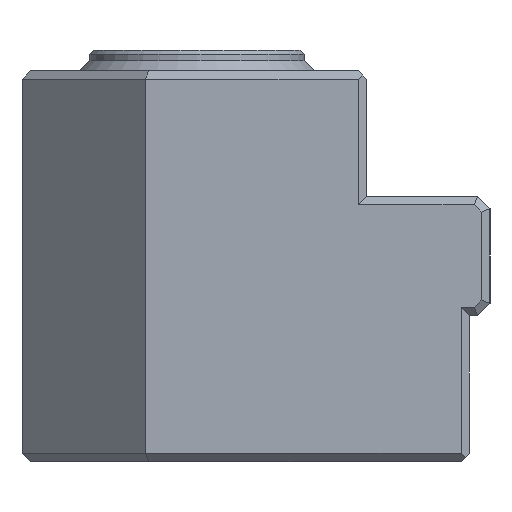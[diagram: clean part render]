
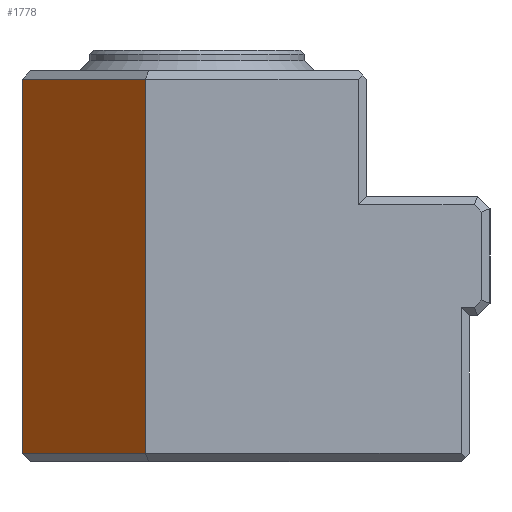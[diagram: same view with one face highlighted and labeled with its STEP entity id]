
A CAD part, left-side view. The second image highlights one B-rep face of the part: STEP entity #1778.
In plain terms, the highlighted planar face has unit normal (-0.707, 0.707, 0).
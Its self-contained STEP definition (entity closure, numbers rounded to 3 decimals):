
#866 = PLANE('',#867);
#867 = AXIS2_PLACEMENT_3D('',#868,#869,#870);
#868 = CARTESIAN_POINT('',(0.141,2.359,-9.3));
#869 = DIRECTION('',(0.5,-0.5,0.707));
#870 = DIRECTION('',(-0.707,-0.707,-0.));
#975 = VERTEX_POINT('',#976);
#976 = CARTESIAN_POINT('',(0.,2.5,-9.1));
#992 = PLANE('',#993);
#993 = AXIS2_PLACEMENT_3D('',#994,#995,#996);
#994 = CARTESIAN_POINT('',(0.,-8.25,-9.5));
#995 = DIRECTION('',(1.,0.,0.));
#996 = DIRECTION('',(0.,0.,1.));
#1079 = EDGE_CURVE('',#975,#1080,#1082,.T.);
#1080 = VERTEX_POINT('',#1081);
#1081 = CARTESIAN_POINT('',(6.,8.5,-9.1));
#1082 = SURFACE_CURVE('',#1083,(#1087,#1094),.PCURVE_S1.);
#1083 = LINE('',#1084,#1085);
#1084 = CARTESIAN_POINT('',(0.,2.5,-9.1));
#1085 = VECTOR('',#1086,1.);
#1086 = DIRECTION('',(0.707,0.707,-0.));
#1087 = PCURVE('',#866,#1088);
#1088 = DEFINITIONAL_REPRESENTATION('',(#1089),#1093);
#1089 = LINE('',#1090,#1091);
#1090 = CARTESIAN_POINT('',(0.,-0.283));
#1091 = VECTOR('',#1092,1.);
#1092 = DIRECTION('',(-1.,0.));
#1093 = ( GEOMETRIC_REPRESENTATION_CONTEXT(2) 
PARAMETRIC_REPRESENTATION_CONTEXT() REPRESENTATION_CONTEXT('2D SPACE',''
  ) );
#1094 = PCURVE('',#1095,#1100);
#1095 = PLANE('',#1096);
#1096 = AXIS2_PLACEMENT_3D('',#1097,#1098,#1099);
#1097 = CARTESIAN_POINT('',(3.,5.5,-9.5));
#1098 = DIRECTION('',(0.707,-0.707,0.));
#1099 = DIRECTION('',(-0.,-0.,-1.));
#1100 = DEFINITIONAL_REPRESENTATION('',(#1101),#1105);
#1101 = LINE('',#1102,#1103);
#1102 = CARTESIAN_POINT('',(-0.4,-4.243));
#1103 = VECTOR('',#1104,1.);
#1104 = DIRECTION('',(-0.,1.));
#1105 = ( GEOMETRIC_REPRESENTATION_CONTEXT(2) 
PARAMETRIC_REPRESENTATION_CONTEXT() REPRESENTATION_CONTEXT('2D SPACE',''
  ) );
#1276 = PLANE('',#1277);
#1277 = AXIS2_PLACEMENT_3D('',#1278,#1279,#1280);
#1278 = CARTESIAN_POINT('',(0.,8.5,-9.5));
#1279 = DIRECTION('',(0.,1.,0.));
#1280 = DIRECTION('',(0.,0.,1.));
#1489 = EDGE_CURVE('',#975,#1490,#1492,.T.);
#1490 = VERTEX_POINT('',#1491);
#1491 = CARTESIAN_POINT('',(0.,2.5,9.1));
#1492 = SURFACE_CURVE('',#1493,(#1497,#1504),.PCURVE_S1.);
#1493 = LINE('',#1494,#1495);
#1494 = CARTESIAN_POINT('',(0.,2.5,-9.5));
#1495 = VECTOR('',#1496,1.);
#1496 = DIRECTION('',(0.,0.,1.));
#1497 = PCURVE('',#992,#1498);
#1498 = DEFINITIONAL_REPRESENTATION('',(#1499),#1503);
#1499 = LINE('',#1500,#1501);
#1500 = CARTESIAN_POINT('',(0.,-10.75));
#1501 = VECTOR('',#1502,1.);
#1502 = DIRECTION('',(1.,0.));
#1503 = ( GEOMETRIC_REPRESENTATION_CONTEXT(2) 
PARAMETRIC_REPRESENTATION_CONTEXT() REPRESENTATION_CONTEXT('2D SPACE',''
  ) );
#1504 = PCURVE('',#1095,#1505);
#1505 = DEFINITIONAL_REPRESENTATION('',(#1506),#1510);
#1506 = LINE('',#1507,#1508);
#1507 = CARTESIAN_POINT('',(-0.,-4.243));
#1508 = VECTOR('',#1509,1.);
#1509 = DIRECTION('',(-1.,0.));
#1510 = ( GEOMETRIC_REPRESENTATION_CONTEXT(2) 
PARAMETRIC_REPRESENTATION_CONTEXT() REPRESENTATION_CONTEXT('2D SPACE',''
  ) );
#1778 = ADVANCED_FACE('',(#1779),#1095,.F.);
#1779 = FACE_BOUND('',#1780,.T.);
#1780 = EDGE_LOOP('',(#1781,#1782,#1810,#1831));
#1781 = ORIENTED_EDGE('',*,*,#1489,.T.);
#1782 = ORIENTED_EDGE('',*,*,#1783,.T.);
#1783 = EDGE_CURVE('',#1490,#1784,#1786,.T.);
#1784 = VERTEX_POINT('',#1785);
#1785 = CARTESIAN_POINT('',(6.,8.5,9.1));
#1786 = SURFACE_CURVE('',#1787,(#1791,#1798),.PCURVE_S1.);
#1787 = LINE('',#1788,#1789);
#1788 = CARTESIAN_POINT('',(0.,2.5,9.1));
#1789 = VECTOR('',#1790,1.);
#1790 = DIRECTION('',(0.707,0.707,-0.));
#1791 = PCURVE('',#1095,#1792);
#1792 = DEFINITIONAL_REPRESENTATION('',(#1793),#1797);
#1793 = LINE('',#1794,#1795);
#1794 = CARTESIAN_POINT('',(-18.6,-4.243));
#1795 = VECTOR('',#1796,1.);
#1796 = DIRECTION('',(-0.,1.));
#1797 = ( GEOMETRIC_REPRESENTATION_CONTEXT(2) 
PARAMETRIC_REPRESENTATION_CONTEXT() REPRESENTATION_CONTEXT('2D SPACE',''
  ) );
#1798 = PCURVE('',#1799,#1804);
#1799 = PLANE('',#1800);
#1800 = AXIS2_PLACEMENT_3D('',#1801,#1802,#1803);
#1801 = CARTESIAN_POINT('',(0.141,2.359,9.3));
#1802 = DIRECTION('',(-0.5,0.5,0.707));
#1803 = DIRECTION('',(-0.707,-0.707,-0.));
#1804 = DEFINITIONAL_REPRESENTATION('',(#1805),#1809);
#1805 = LINE('',#1806,#1807);
#1806 = CARTESIAN_POINT('',(0.,-0.283));
#1807 = VECTOR('',#1808,1.);
#1808 = DIRECTION('',(-1.,0.));
#1809 = ( GEOMETRIC_REPRESENTATION_CONTEXT(2) 
PARAMETRIC_REPRESENTATION_CONTEXT() REPRESENTATION_CONTEXT('2D SPACE',''
  ) );
#1810 = ORIENTED_EDGE('',*,*,#1811,.F.);
#1811 = EDGE_CURVE('',#1080,#1784,#1812,.T.);
#1812 = SURFACE_CURVE('',#1813,(#1817,#1824),.PCURVE_S1.);
#1813 = LINE('',#1814,#1815);
#1814 = CARTESIAN_POINT('',(6.,8.5,-9.5));
#1815 = VECTOR('',#1816,1.);
#1816 = DIRECTION('',(0.,0.,1.));
#1817 = PCURVE('',#1095,#1818);
#1818 = DEFINITIONAL_REPRESENTATION('',(#1819),#1823);
#1819 = LINE('',#1820,#1821);
#1820 = CARTESIAN_POINT('',(-0.,4.243));
#1821 = VECTOR('',#1822,1.);
#1822 = DIRECTION('',(-1.,0.));
#1823 = ( GEOMETRIC_REPRESENTATION_CONTEXT(2) 
PARAMETRIC_REPRESENTATION_CONTEXT() REPRESENTATION_CONTEXT('2D SPACE',''
  ) );
#1824 = PCURVE('',#1276,#1825);
#1825 = DEFINITIONAL_REPRESENTATION('',(#1826),#1830);
#1826 = LINE('',#1827,#1828);
#1827 = CARTESIAN_POINT('',(0.,6.));
#1828 = VECTOR('',#1829,1.);
#1829 = DIRECTION('',(1.,0.));
#1830 = ( GEOMETRIC_REPRESENTATION_CONTEXT(2) 
PARAMETRIC_REPRESENTATION_CONTEXT() REPRESENTATION_CONTEXT('2D SPACE',''
  ) );
#1831 = ORIENTED_EDGE('',*,*,#1079,.F.);
